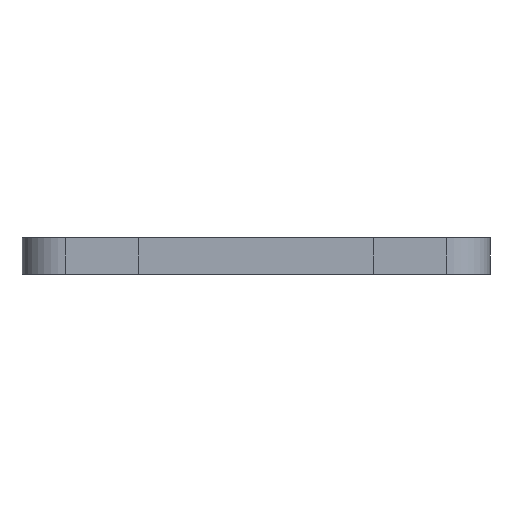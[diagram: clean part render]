
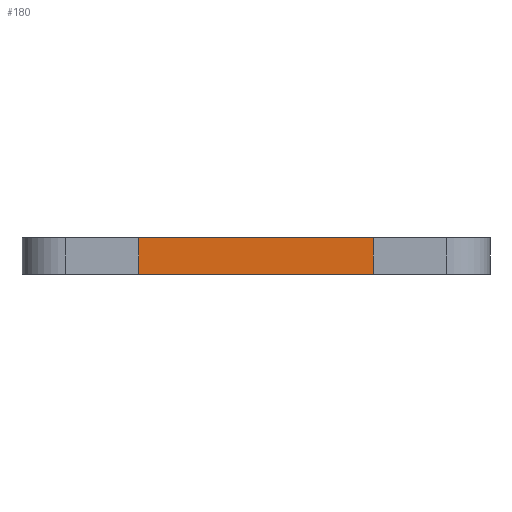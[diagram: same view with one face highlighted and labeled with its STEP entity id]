
A CAD part, front view. The second image highlights one B-rep face of the part: STEP entity #180.
In plain terms, the highlighted planar face has unit normal (0, -1, 0).
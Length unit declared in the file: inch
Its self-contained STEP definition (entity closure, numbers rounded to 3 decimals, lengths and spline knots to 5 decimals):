
#22 = CARTESIAN_POINT ( 'NONE',  ( 344.96965, 121.57788, 0.25 ) ) ;
#145 = DIRECTION ( 'NONE',  ( 0., 0., -1. ) ) ;
#180 = ADVANCED_FACE ( 'NONE', ( #911 ), #785, .F. ) ;
#288 = DIRECTION ( 'NONE',  ( 0., 1., 0. ) ) ;
#327 = DIRECTION ( 'NONE',  ( 1., 0., 0. ) ) ;
#335 = CARTESIAN_POINT ( 'NONE',  ( 346.56765, 121.57788, 0.25 ) ) ;
#377 = EDGE_CURVE ( 'NONE', #502, #1160, #1064, .T. ) ;
#378 = EDGE_CURVE ( 'NONE', #502, #773, #661, .T. ) ;
#411 = VECTOR ( 'NONE', #464, 39.37008 ) ;
#434 = LINE ( 'NONE', #335, #411 ) ;
#464 = DIRECTION ( 'NONE',  ( 0., 0., -1. ) ) ;
#479 = VERTEX_POINT ( 'NONE', #770 ) ;
#502 = VERTEX_POINT ( 'NONE', #1307 ) ;
#558 = EDGE_CURVE ( 'NONE', #1160, #479, #434, .T. ) ;
#579 = CARTESIAN_POINT ( 'NONE',  ( 346.56765, 121.57788, 0.25 ) ) ;
#588 = EDGE_LOOP ( 'NONE', ( #1283, #1263, #1560, #1380 ) ) ;
#644 = VECTOR ( 'NONE', #145, 39.37008 ) ;
#649 = CARTESIAN_POINT ( 'NONE',  ( 344.96965, 121.57788, 0.25 ) ) ;
#655 = VECTOR ( 'NONE', #771, 39.37008 ) ;
#661 = LINE ( 'NONE', #22, #644 ) ;
#770 = CARTESIAN_POINT ( 'NONE',  ( 346.56765, 121.57788, 0. ) ) ;
#771 = DIRECTION ( 'NONE',  ( 1., 0., 0. ) ) ;
#773 = VERTEX_POINT ( 'NONE', #1085 ) ;
#785 = PLANE ( 'NONE',  #1007 ) ;
#911 = FACE_OUTER_BOUND ( 'NONE', #588, .T. ) ;
#1007 = AXIS2_PLACEMENT_3D ( 'NONE', #1605, #288, #1165 ) ;
#1064 = LINE ( 'NONE', #649, #655 ) ;
#1085 = CARTESIAN_POINT ( 'NONE',  ( 344.96965, 121.57788, 0. ) ) ;
#1160 = VERTEX_POINT ( 'NONE', #579 ) ;
#1163 = EDGE_CURVE ( 'NONE', #773, #479, #1621, .T. ) ;
#1165 = DIRECTION ( 'NONE',  ( 0., 0., 1. ) ) ;
#1204 = CARTESIAN_POINT ( 'NONE',  ( 344.96965, 121.57788, 0. ) ) ;
#1263 = ORIENTED_EDGE ( 'NONE', *, *, #558, .F. ) ;
#1283 = ORIENTED_EDGE ( 'NONE', *, *, #1163, .T. ) ;
#1307 = CARTESIAN_POINT ( 'NONE',  ( 344.96965, 121.57788, 0.25 ) ) ;
#1323 = VECTOR ( 'NONE', #327, 39.37008 ) ;
#1380 = ORIENTED_EDGE ( 'NONE', *, *, #378, .T. ) ;
#1560 = ORIENTED_EDGE ( 'NONE', *, *, #377, .F. ) ;
#1605 = CARTESIAN_POINT ( 'NONE',  ( 344.96965, 121.57788, 0.25 ) ) ;
#1621 = LINE ( 'NONE', #1204, #1323 ) ;
